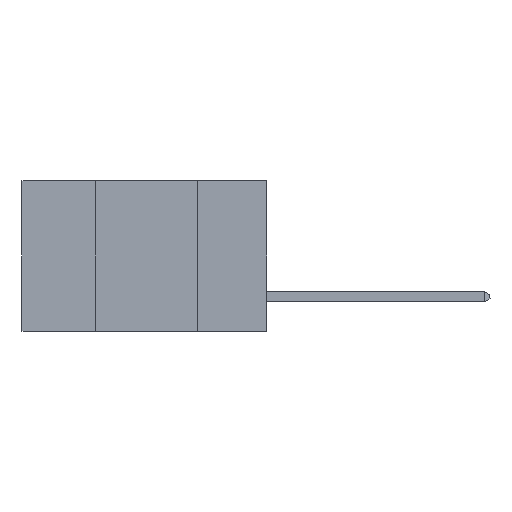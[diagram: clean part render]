
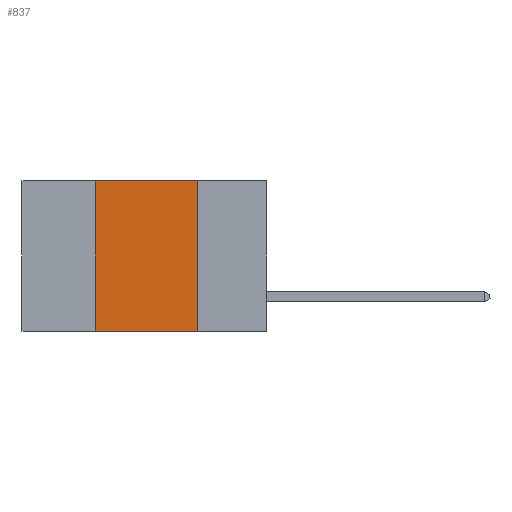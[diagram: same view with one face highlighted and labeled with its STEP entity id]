
A CAD part, left-side view. The second image highlights one B-rep face of the part: STEP entity #837.
In plain terms, the highlighted planar face has unit normal (-1, 0, 0).
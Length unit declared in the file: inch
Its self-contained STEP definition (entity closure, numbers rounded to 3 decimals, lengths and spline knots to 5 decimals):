
#83 = VERTEX_POINT ( 'NONE', #8266 ) ;
#120 = DIRECTION ( 'NONE',  ( 0., -1., 0. ) ) ;
#301 = CARTESIAN_POINT ( 'NONE',  ( 0., 0.6, -0.37 ) ) ;
#472 = EDGE_CURVE ( 'NONE', #83, #8897, #9861, .T. ) ;
#596 = EDGE_LOOP ( 'NONE', ( #13459, #10694, #13142, #11958 ) ) ;
#743 = VERTEX_POINT ( 'NONE', #10151 ) ;
#837 = ADVANCED_FACE ( 'NONE', ( #9513 ), #10440, .F. ) ;
#1359 = CARTESIAN_POINT ( 'NONE',  ( 0., 0.17, -0.37 ) ) ;
#2136 = CARTESIAN_POINT ( 'NONE',  ( 0., 0.17, 0. ) ) ;
#2833 = EDGE_CURVE ( 'NONE', #83, #743, #10002, .T. ) ;
#2857 = VERTEX_POINT ( 'NONE', #2136 ) ;
#2895 = VECTOR ( 'NONE', #8678, 39.37008 ) ;
#4110 = CARTESIAN_POINT ( 'NONE',  ( 0., 0.17, 0. ) ) ;
#6175 = EDGE_CURVE ( 'NONE', #2857, #8897, #11801, .T. ) ;
#6913 = VECTOR ( 'NONE', #7312, 39.37008 ) ;
#7119 = VECTOR ( 'NONE', #120, 39.37008 ) ;
#7312 = DIRECTION ( 'NONE',  ( 0., 0., 1. ) ) ;
#7332 = CARTESIAN_POINT ( 'NONE',  ( 0., 0.42, 0. ) ) ;
#8266 = CARTESIAN_POINT ( 'NONE',  ( 0., 0.42, -0.37 ) ) ;
#8678 = DIRECTION ( 'NONE',  ( 0., 0., -1. ) ) ;
#8897 = VERTEX_POINT ( 'NONE', #1359 ) ;
#8955 = LINE ( 'NONE', #12146, #14149 ) ;
#9513 = FACE_OUTER_BOUND ( 'NONE', #596, .T. ) ;
#9861 = LINE ( 'NONE', #301, #7119 ) ;
#10002 = LINE ( 'NONE', #7332, #6913 ) ;
#10151 = CARTESIAN_POINT ( 'NONE',  ( 0., 0.42, 0. ) ) ;
#10440 = PLANE ( 'NONE',  #13414 ) ;
#10453 = DIRECTION ( 'NONE',  ( 1., 0., 0. ) ) ;
#10694 = ORIENTED_EDGE ( 'NONE', *, *, #14017, .F. ) ;
#10938 = CARTESIAN_POINT ( 'NONE',  ( 0., 0.6, 0. ) ) ;
#11412 = DIRECTION ( 'NONE',  ( 0., 0., -1. ) ) ;
#11801 = LINE ( 'NONE', #4110, #2895 ) ;
#11958 = ORIENTED_EDGE ( 'NONE', *, *, #472, .T. ) ;
#12146 = CARTESIAN_POINT ( 'NONE',  ( 0., 0.6, 0. ) ) ;
#13142 = ORIENTED_EDGE ( 'NONE', *, *, #2833, .F. ) ;
#13189 = DIRECTION ( 'NONE',  ( 0., -1., 0. ) ) ;
#13414 = AXIS2_PLACEMENT_3D ( 'NONE', #10938, #10453, #11412 ) ;
#13459 = ORIENTED_EDGE ( 'NONE', *, *, #6175, .F. ) ;
#14017 = EDGE_CURVE ( 'NONE', #743, #2857, #8955, .T. ) ;
#14149 = VECTOR ( 'NONE', #13189, 39.37008 ) ;
